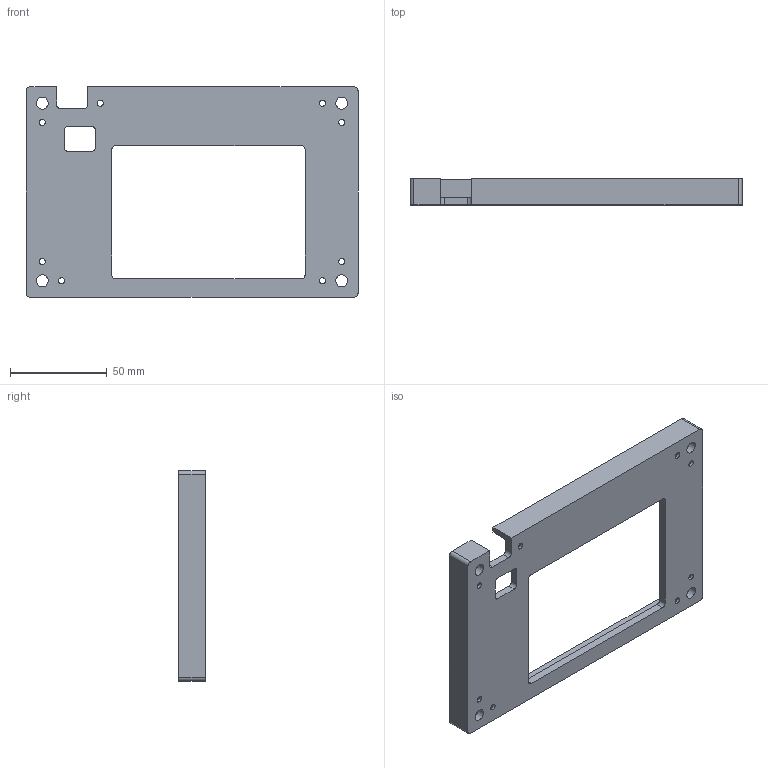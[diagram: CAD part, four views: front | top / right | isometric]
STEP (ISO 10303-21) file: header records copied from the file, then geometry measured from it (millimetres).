
FILE_DESCRIPTION(('FreeCAD Model'),'2;1');
FILE_NAME('Open CASCADE Shape Model','2024-08-18T22:10:54',('Author'),( ''),'Open CASCADE STEP processor 7.6','FreeCAD','Unknown');
FILE_SCHEMA(('AUTOMOTIVE_DESIGN { 1 0 10303 214 1 1 1 1 }'));
Length unit declared in the file: millimetre
Products named in the file (1): Body
Bounding box: 171.8 x 13.5 x 108.8 mm (x, y, z)
Volume: 59696.2 mm3; surface area: 37297.2 mm2
Topology: 1 solids, 1 shells, 120 faces, 320 edges, 210 vertices
Faces by surface type: plane 88, cylinder 32
Full cylindrical faces by diameter (mm): 3.2 x8, 6.2 x4
Entity records: 3792 total; most frequent: CARTESIAN_POINT 651, ORIENTED_EDGE 640, DIRECTION 632, EDGE_CURVE 320, LINE 250, VECTOR 250, VERTEX_POINT 210, AXIS2_PLACEMENT_3D 191
